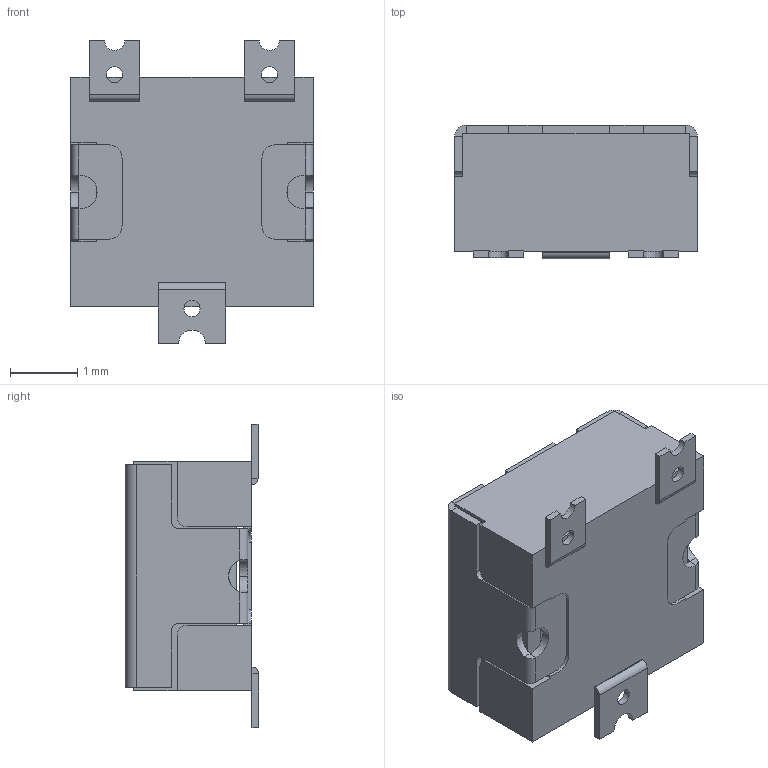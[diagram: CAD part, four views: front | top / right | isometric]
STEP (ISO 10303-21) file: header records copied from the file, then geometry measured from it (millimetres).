
FILE_DESCRIPTION((''),'2;1');
FILE_NAME('PVG3G','2016-12-13T',('philips'),('Bourns, Inc.'),'CREO PARAMETRIC BY PTC INC, 2016130','CREO PARAMETRIC BY PTC INC, 2016130','');
FILE_SCHEMA(('CONFIG_CONTROL_DESIGN'));
Length unit declared in the file: inch
Products named in the file (1): PVG3G
Bounding box: 3.6 x 1.98 x 4.5 mm (x, y, z)
Volume: 15.2 mm3; surface area: 118.8 mm2
Topology: 1 solids, 2 shells, 326 faces, 856 edges, 528 vertices
Faces by surface type: plane 223, cylinder 77, torus 14, bspline 6, cone 6
Entity records: 11392 total; most frequent: CARTESIAN_POINT 3216, ORIENTED_EDGE 1712, DIRECTION 1684, EDGE_CURVE 856, VECTOR 624, LINE 624, AXIS2_PLACEMENT_3D 530, VERTEX_POINT 528
